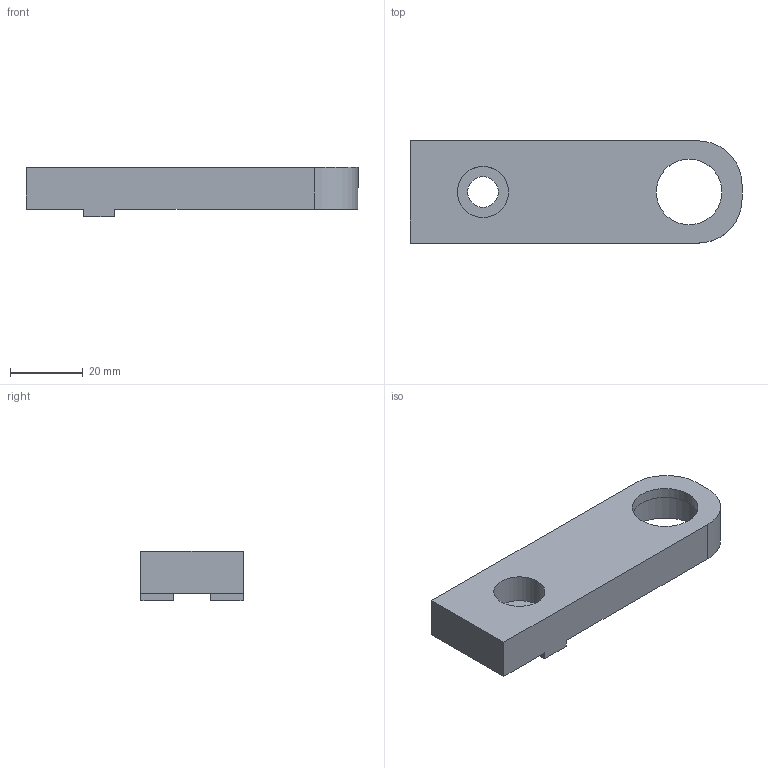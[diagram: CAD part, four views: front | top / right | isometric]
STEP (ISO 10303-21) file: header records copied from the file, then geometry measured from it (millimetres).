
FILE_DESCRIPTION(/* description */ (''),/* implementation_level */ '2;1');
FILE_NAME(/* name */ 'ZIdler.stp',/* time_stamp */ '2014-06-26T21:34:04+02:00',/* author */ (''),/* organization */ (''),/* preprocessor_version */ 'ST-DEVELOPER v15.6',/* originating_system */ 'Autodesk Translator Framework v3.0.0.6910',/* authorisation */ '');
FILE_SCHEMA (('AUTOMOTIVE_DESIGN { 1 0 10303 214 3 1 1 }'));
Length unit declared in the file: centimetre
Products named in the file (2): Component3; z-idler v12
Bounding box: 91 x 28 x 13.46 mm (x, y, z)
Volume: 23279.2 mm3; surface area: 8319.7 mm2
Topology: 1 solids, 1 shells, 24 faces, 61 edges, 41 vertices
Faces by surface type: plane 18, cylinder 6
Full cylindrical faces by diameter (mm): 8.4 x1, 14 x1, 18 x1, 22.5 x1
Entity records: 754 total; most frequent: CARTESIAN_POINT 123, DIRECTION 122, ORIENTED_EDGE 112, EDGE_CURVE 56, LINE 44, VECTOR 44, VERTEX_POINT 40, AXIS2_PLACEMENT_3D 39
